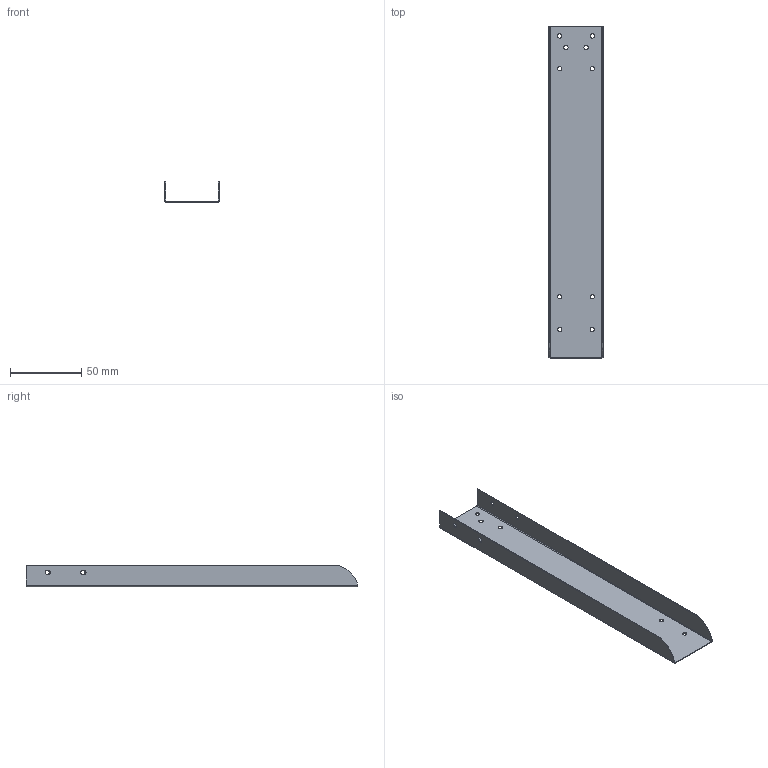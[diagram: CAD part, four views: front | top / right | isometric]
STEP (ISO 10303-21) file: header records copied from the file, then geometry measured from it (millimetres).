
FILE_DESCRIPTION(/* description */ (''),/* implementation_level */ '2;1');
FILE_NAME(/* name */ 'RamieDronBlacha.stp',/* time_stamp */ '2024-05-03T13:31:14+02:00',/* author */ ('Jamro'),/* organization */ (''),/* preprocessor_version */ 'ST-DEVELOPER v19',/* originating_system */ 'Autodesk Inventor 2023',/* authorisation */ '');
FILE_SCHEMA (('AUTOMOTIVE_DESIGN { 1 0 10303 214 3 1 1 }'));
Length unit declared in the file: millimetre
Products named in the file (1): RamieDronBlacha
Bounding box: 38 x 233.5 x 15 mm (x, y, z)
Volume: 7632 mm3; surface area: 30888.1 mm2
Topology: 1 solids, 1 shells, 38 faces, 92 edges, 56 vertices
Faces by surface type: cylinder 22, plane 16
Full cylindrical faces by diameter (mm): 3 x12
Entity records: 1211 total; most frequent: DIRECTION 214, CARTESIAN_POINT 187, ORIENTED_EDGE 184, EDGE_CURVE 92, AXIS2_PLACEMENT_3D 83, EDGE_LOOP 66, VERTEX_POINT 56, LINE 48
